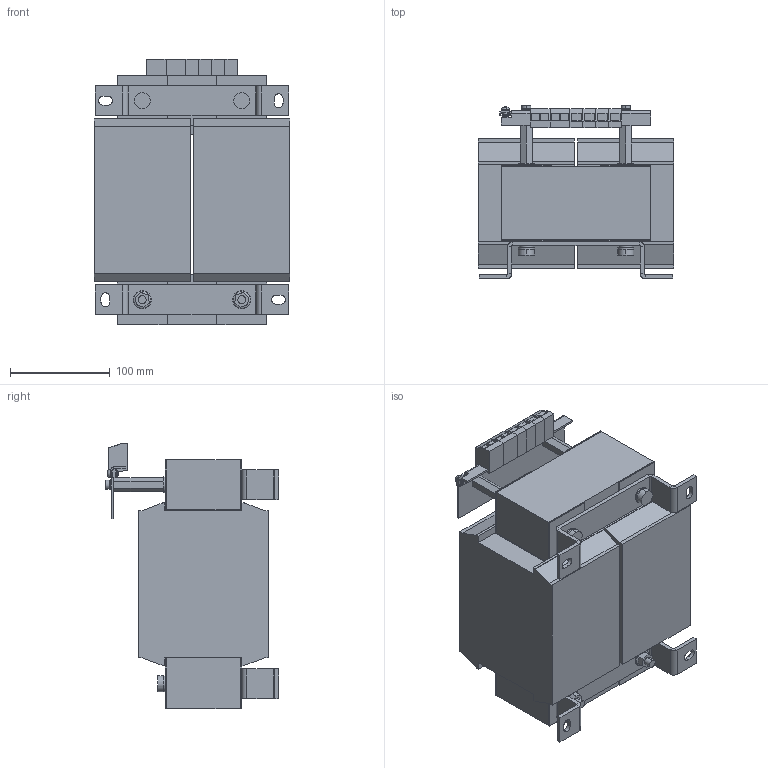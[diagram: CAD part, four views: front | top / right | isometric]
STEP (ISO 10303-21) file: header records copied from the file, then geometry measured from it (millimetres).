
FILE_DESCRIPTION (( 'STEP AP214' ), '1' );
FILE_NAME ('267676.STEP', '2020-07-20T09:56:50', ( '' ), ( '' ), 'SwSTEP 2.0', 'SolidWorks 2018', '' );
FILE_SCHEMA (( 'AUTOMOTIVE_DESIGN' ));
Length unit declared in the file: millimetre
Products named in the file (1): 267676
Bounding box: 196.5 x 173.9 x 266.55 mm (x, y, z)
Volume: 5117707.6 mm3; surface area: 331318.1 mm2
Topology: 1 solids, 1 shells, 558 faces, 1361 edges, 843 vertices
Faces by surface type: plane 436, cylinder 106, cone 8, torus 6, bspline 2
Entity records: 16229 total; most frequent: CARTESIAN_POINT 3001, ORIENTED_EDGE 2718, DIRECTION 2683, EDGE_CURVE 1359, LINE 1069, VECTOR 1069, VERTEX_POINT 843, AXIS2_PLACEMENT_3D 807
